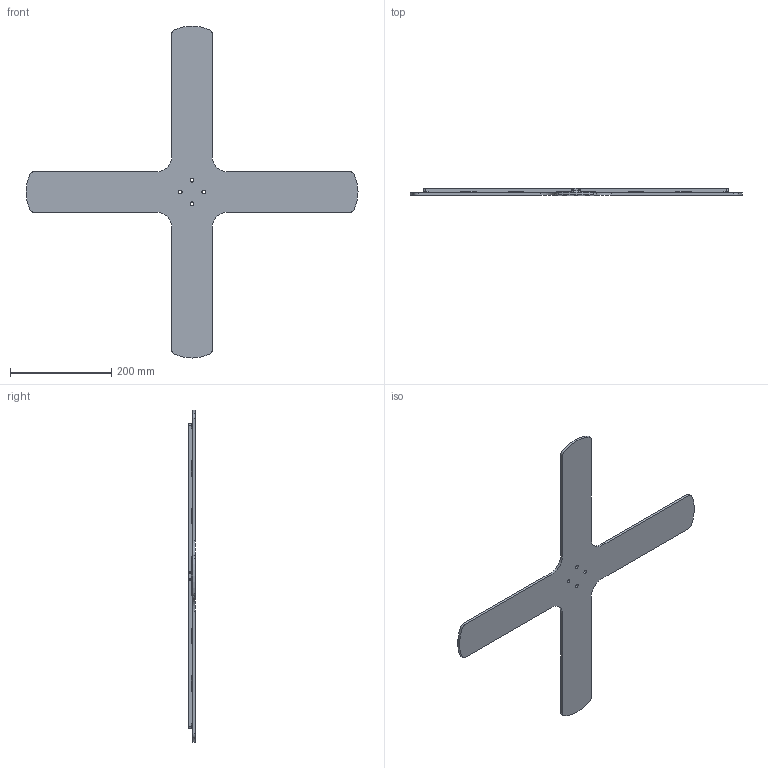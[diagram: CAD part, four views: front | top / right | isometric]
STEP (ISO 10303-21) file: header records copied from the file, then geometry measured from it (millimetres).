
FILE_DESCRIPTION((''),'2;1');
FILE_NAME('JC35TO-0001_ASM','2021-01-06T18:41:24',('sa'),('捷昌驱动'),'CREO PARAMETRIC BY PTC INC, 2018100','CREO PARAMETRIC BY PTC INC, 2018100','');
FILE_SCHEMA(('CONFIG_CONTROL_DESIGN'));
Length unit declared in the file: millimetre
Products named in the file (3): JC35TO-0008; JC35TO-0007; JC35TO-0001_ASM
Assembly tree (5 placements, depth 2):
  JC35TO-0001_ASM
    JC35TO-0008
    JC35TO-0007  x4
Bounding box: 655 x 13 x 655 mm (x, y, z)
Volume: 628775.8 mm3; surface area: 269157.6 mm2
Topology: 5 solids, 37 shells, 146 faces, 432 edges, 328 vertices
Faces by surface type: plane 78, cylinder 60, cone 8
Entity records: 3443 total; most frequent: CARTESIAN_POINT 643, DIRECTION 594, ORIENTED_EDGE 452, EDGE_CURVE 300, VERTEX_POINT 238, VECTOR 216, LINE 216, AXIS2_PLACEMENT_3D 189
